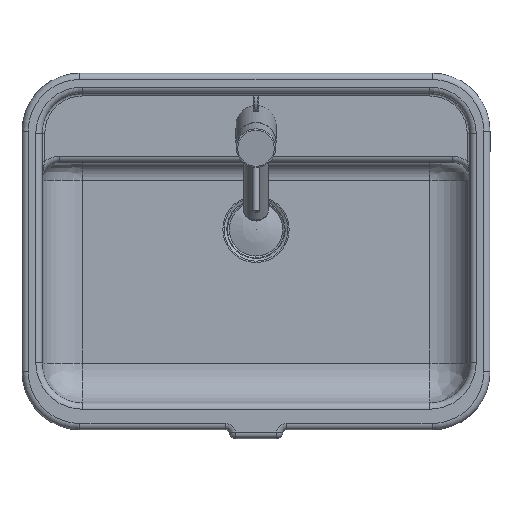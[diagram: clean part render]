
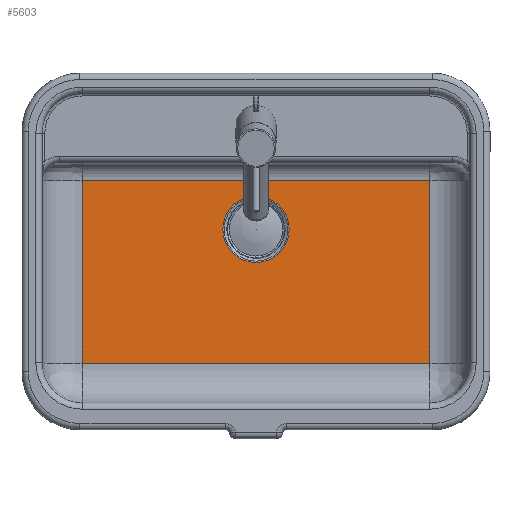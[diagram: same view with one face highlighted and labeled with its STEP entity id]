
A CAD part, top view. The second image highlights one B-rep face of the part: STEP entity #5603.
In plain terms, the highlighted planar face has unit normal (0, 0, 1).
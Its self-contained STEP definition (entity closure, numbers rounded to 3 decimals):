
#5389=CARTESIAN_POINT('',(32.916,-91.867,60.));
#5390=VERTEX_POINT('',#5389);
#5421=CARTESIAN_POINT('',(422.916,-91.867,60.));
#5422=VERTEX_POINT('',#5421);
#5432=CARTESIAN_POINT('',(32.916,-91.867,60.));
#5433=DIRECTION('',(1.0,0.0,0.0));
#5434=VECTOR('',#5433,390.);
#5435=LINE('',#5432,#5434);
#5436=EDGE_CURVE('',#5390,#5422,#5435,.T.);
#5550=CARTESIAN_POINT('',(422.916,-296.867,60.));
#5551=VERTEX_POINT('',#5550);
#5552=CARTESIAN_POINT('',(422.916,-91.867,60.));
#5553=DIRECTION('',(0.0,-1.0,0.0));
#5554=VECTOR('',#5553,205.);
#5555=LINE('',#5552,#5554);
#5556=EDGE_CURVE('',#5422,#5551,#5555,.T.);
#5569=CARTESIAN_POINT('',(227.916,-169.367,60.));
#5570=DIRECTION('',(0.0,0.0,1.0));
#5571=DIRECTION('',(1.0,0.0,0.0));
#5572=AXIS2_PLACEMENT_3D('',#5569,#5570,#5571);
#5573=PLANE('',#5572);
#5574=ORIENTED_EDGE('',*,*,#5436,.F.);
#5575=CARTESIAN_POINT('',(32.916,-296.867,60.));
#5576=VERTEX_POINT('',#5575);
#5577=CARTESIAN_POINT('',(32.916,-296.867,60.));
#5578=DIRECTION('',(0.0,1.0,0.0));
#5579=VECTOR('',#5578,205.);
#5580=LINE('',#5577,#5579);
#5581=EDGE_CURVE('',#5576,#5390,#5580,.T.);
#5582=ORIENTED_EDGE('',*,*,#5581,.F.);
#5583=CARTESIAN_POINT('',(422.916,-296.867,60.));
#5584=DIRECTION('',(-1.0,0.0,0.0));
#5585=VECTOR('',#5584,390.);
#5586=LINE('',#5583,#5585);
#5587=EDGE_CURVE('',#5551,#5576,#5586,.T.);
#5588=ORIENTED_EDGE('',*,*,#5587,.F.);
#5589=ORIENTED_EDGE('',*,*,#5556,.F.);
#5590=EDGE_LOOP('',(#5574,#5582,#5588,#5589));
#5591=FACE_OUTER_BOUND('',#5590,.T.);
#5592=CARTESIAN_POINT('',(265.112,-146.867,60.));
#5593=VERTEX_POINT('',#5592);
#5594=CARTESIAN_POINT('',(227.916,-146.867,60.));
#5595=DIRECTION('',(0.0,0.0,1.0));
#5596=DIRECTION('',(-1.0,0.0,0.0));
#5597=AXIS2_PLACEMENT_3D('',#5594,#5595,#5596);
#5598=CIRCLE('',#5597,37.196);
#5599=EDGE_CURVE('',#5593,#5593,#5598,.T.);
#5600=ORIENTED_EDGE('',*,*,#5599,.F.);
#5601=EDGE_LOOP('',(#5600));
#5602=FACE_BOUND('',#5601,.T.);
#5603=ADVANCED_FACE('',(#5591,#5602),#5573,.T.);
